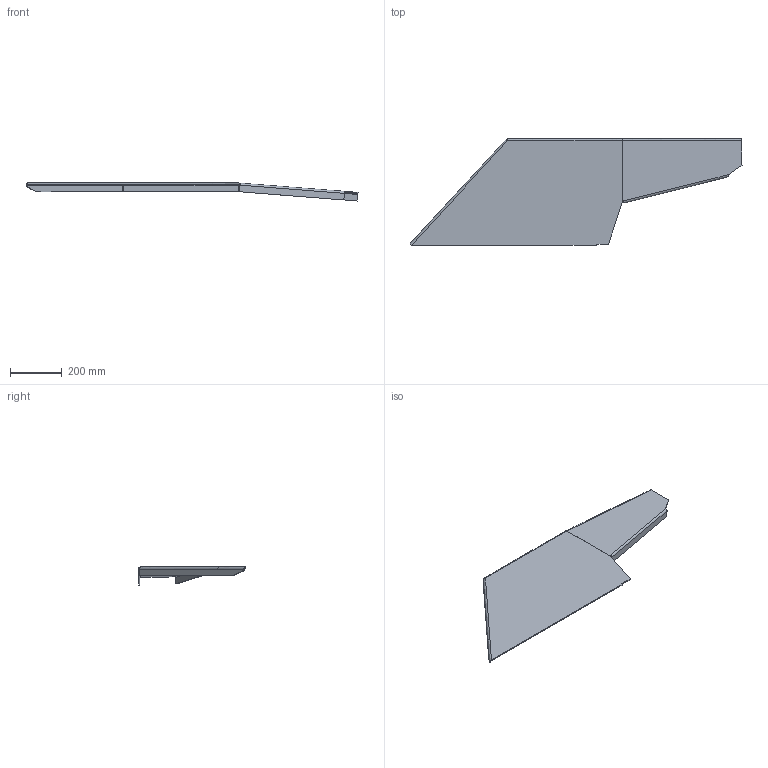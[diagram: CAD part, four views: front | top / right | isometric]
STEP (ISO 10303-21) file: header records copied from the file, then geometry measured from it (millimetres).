
FILE_DESCRIPTION (( 'STEP AP203' ), '1' );
FILE_NAME ('M5 - erp33360_Aynalamasiperlik yan sacý.IGS_Default_sldprt.STEP', '2023-01-17T11:23:31', ( '' ), ( '' ), 'SwSTEP 2.0', 'SolidWorks 2019', '' );
FILE_SCHEMA (( 'CONFIG_CONTROL_DESIGN' ));
Length unit declared in the file: millimetre
Products named in the file (1): M5 - erp33360_Aynalamasiperlik yan sacý.IGS_Default_sldprt
Bounding box: 1285.66 x 413.11 x 69.86 mm (x, y, z)
Volume: 1587597.6 mm3; surface area: 806984.4 mm2
Topology: 1 solids, 1 shells, 57 faces, 125 edges, 70 vertices
Faces by surface type: bspline 57
Entity records: 1756 total; most frequent: CARTESIAN_POINT 896, ORIENTED_EDGE 250, EDGE_CURVE 125, B_SPLINE_CURVE_WITH_KNOTS 117, VERTEX_POINT 70, FACE_OUTER_BOUND 57, EDGE_LOOP 57, ADVANCED_FACE 57
